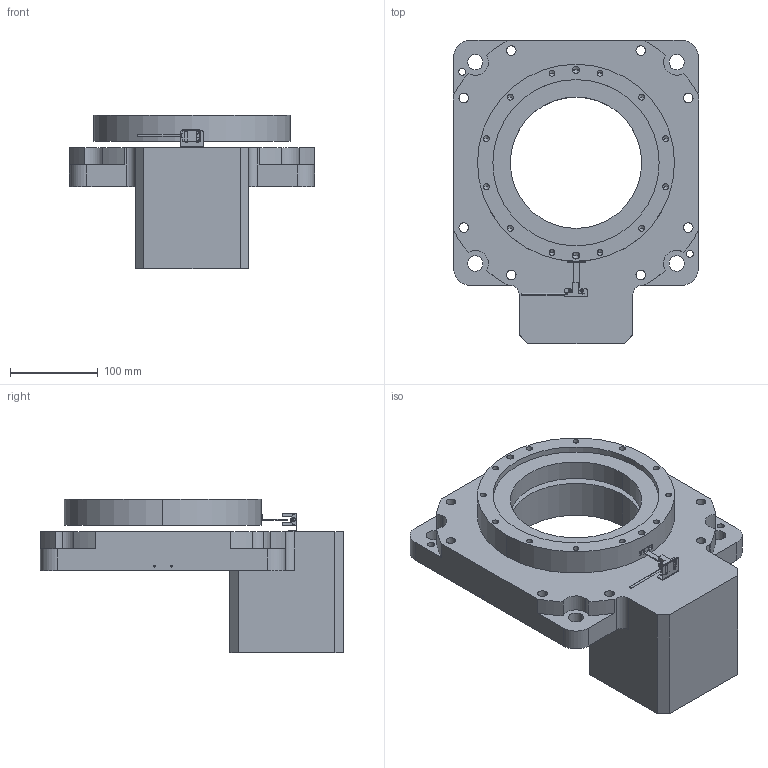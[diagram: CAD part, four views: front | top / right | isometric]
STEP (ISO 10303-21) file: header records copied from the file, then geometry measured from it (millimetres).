
FILE_DESCRIPTION (( 'STEP AP214' ), '1' );
FILE_NAME ('KTN280-10K-22-80-100-M6(90ÐÐÐÇ).STEP', '2022-09-13T06:16:06', ( '' ), ( '' ), 'SwSTEP 2.0', 'SolidWorks 2020', '' );
FILE_SCHEMA (( 'AUTOMOTIVE_DESIGN' ));
Length unit declared in the file: millimetre
Products named in the file (5): SX674; KTN280-10K-22-80-100-M6(90俴陎); 覜茼え280; 覜茼ん盓殤
Assembly tree (4 placements, depth 2):
  KTN280-10K-22-80-100-M6(90俴陎)
    KTN280-10K-22-80-100-M6(90俴陎)
    SX674
    覜茼え280
    覜茼ん盓殤
Bounding box: 280 x 346.5 x 175.5 mm (x, y, z)
Volume: 4939439.2 mm3; surface area: 372093.7 mm2
Topology: 5 solids, 7 shells, 315 faces, 833 edges, 512 vertices
Faces by surface type: cylinder 152, plane 111, cone 52
Entity records: 10185 total; most frequent: DIRECTION 1727, CARTESIAN_POINT 1621, ORIENTED_EDGE 1562, EDGE_CURVE 781, AXIS2_PLACEMENT_3D 626, VERTEX_POINT 512, LINE 475, VECTOR 475
